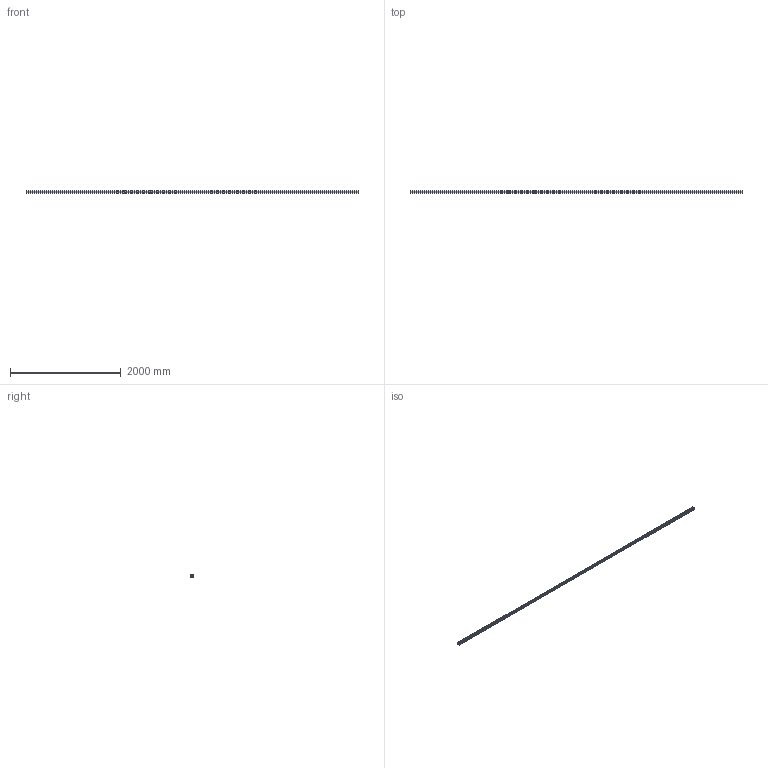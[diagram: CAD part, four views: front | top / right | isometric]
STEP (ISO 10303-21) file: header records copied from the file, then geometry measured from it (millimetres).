
FILE_DESCRIPTION (( 'STEP AP214' ), '1' );
FILE_NAME ('201034_Profil 40x40L 2N180 Nut 10.STEP', '2019-01-22T09:11:43', ( '' ), ( '' ), 'SwSTEP 2.0', 'SolidWorks 2017', '' );
FILE_SCHEMA (( 'AUTOMOTIVE_DESIGN' ));
Length unit declared in the file: millimetre
Products named in the file (1): 201034_Profil 40x40L 2N180 Nut 10
Bounding box: 6000 x 40 x 40 mm (x, y, z)
Volume: 3563570.6 mm3; surface area: 3282478.9 mm2
Topology: 1 solids, 1 shells, 129 faces, 381 edges, 254 vertices
Faces by surface type: plane 102, cylinder 27
Entity records: 4331 total; most frequent: CARTESIAN_POINT 765, ORIENTED_EDGE 762, DIRECTION 695, EDGE_CURVE 381, LINE 327, VECTOR 327, VERTEX_POINT 254, AXIS2_PLACEMENT_3D 184
